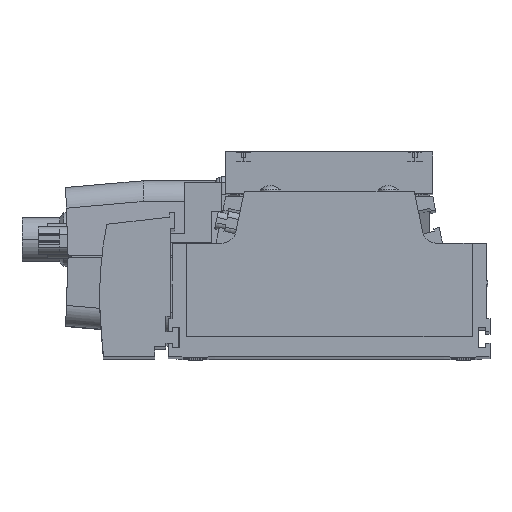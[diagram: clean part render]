
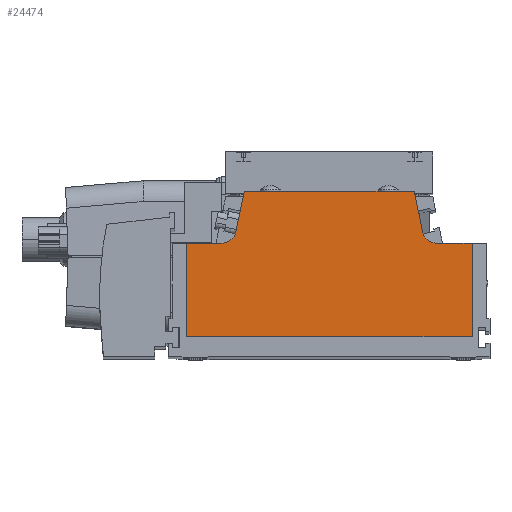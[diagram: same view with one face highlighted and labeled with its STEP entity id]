
A CAD part, top view. The second image highlights one B-rep face of the part: STEP entity #24474.
In plain terms, the highlighted planar face has unit normal (0, 0, 1).
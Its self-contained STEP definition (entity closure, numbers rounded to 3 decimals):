
#66 = EDGE_CURVE ( 'NONE', #15559, #1113, #23614, .T. ) ;
#323 = LINE ( 'NONE', #22960, #7605 ) ;
#329 = DIRECTION ( 'NONE',  ( 0., -1., 0. ) ) ;
#550 = CARTESIAN_POINT ( 'NONE',  ( -26.797, 3., 472.5 ) ) ;
#682 = DIRECTION ( 'NONE',  ( 0.204, 0.979, 0. ) ) ;
#791 = VECTOR ( 'NONE', #329, 1000. ) ;
#792 = ORIENTED_EDGE ( 'NONE', *, *, #5090, .F. ) ;
#864 = DIRECTION ( 'NONE',  ( -1., 0., 0. ) ) ;
#926 = FACE_OUTER_BOUND ( 'NONE', #6247, .T. ) ;
#1113 = VERTEX_POINT ( 'NONE', #22490 ) ;
#1495 = EDGE_CURVE ( 'NONE', #4379, #28696, #3144, .T. ) ;
#2423 = DIRECTION ( 'NONE',  ( -1., 0., 0. ) ) ;
#3052 = CARTESIAN_POINT ( 'NONE',  ( -40., 3., 472.5 ) ) ;
#3144 = CIRCLE ( 'NONE', #23264, 4. ) ;
#4379 = VERTEX_POINT ( 'NONE', #28084 ) ;
#4760 = LINE ( 'NONE', #11812, #24184 ) ;
#5090 = EDGE_CURVE ( 'NONE', #16339, #28696, #4760, .T. ) ;
#5355 = EDGE_CURVE ( 'NONE', #1113, #16339, #29588, .T. ) ;
#5407 = LINE ( 'NONE', #18791, #21463 ) ;
#6247 = EDGE_LOOP ( 'NONE', ( #22900, #12992, #18864, #792, #15551, #16391, #24781, #13679, #14664, #25298 ) ) ;
#6692 = CARTESIAN_POINT ( 'NONE',  ( -30.049, 7., 472.5 ) ) ;
#7533 = CARTESIAN_POINT ( 'NONE',  ( 23.784, 17.45, 472.5 ) ) ;
#7605 = VECTOR ( 'NONE', #2423, 1000. ) ;
#7623 = CARTESIAN_POINT ( 'NONE',  ( -40., -23.13, 472.5 ) ) ;
#7790 = EDGE_CURVE ( 'NONE', #15559, #20781, #28963, .T. ) ;
#9923 = CARTESIAN_POINT ( 'NONE',  ( -40., 84.488, 472.5 ) ) ;
#9924 = DIRECTION ( 'NONE',  ( 0., -1., 0. ) ) ;
#10707 = CARTESIAN_POINT ( 'NONE',  ( -40., 3., 472.5 ) ) ;
#10924 = EDGE_CURVE ( 'NONE', #15124, #23581, #5407, .T. ) ;
#11812 = CARTESIAN_POINT ( 'NONE',  ( 23.784, 17.45, 472.5 ) ) ;
#11899 = AXIS2_PLACEMENT_3D ( 'NONE', #9923, #16662, #12023 ) ;
#12023 = DIRECTION ( 'NONE',  ( -1., 0., 0. ) ) ;
#12086 = VECTOR ( 'NONE', #682, 1000. ) ;
#12154 = CARTESIAN_POINT ( 'NONE',  ( 40., 3., 472.5 ) ) ;
#12957 = VERTEX_POINT ( 'NONE', #22471 ) ;
#12992 = ORIENTED_EDGE ( 'NONE', *, *, #25360, .T. ) ;
#13315 = VECTOR ( 'NONE', #28391, 1000. ) ;
#13679 = ORIENTED_EDGE ( 'NONE', *, *, #22881, .T. ) ;
#14664 = ORIENTED_EDGE ( 'NONE', *, *, #21436, .T. ) ;
#15124 = VERTEX_POINT ( 'NONE', #12154 ) ;
#15551 = ORIENTED_EDGE ( 'NONE', *, *, #5355, .F. ) ;
#15559 = VERTEX_POINT ( 'NONE', #21989 ) ;
#16339 = VERTEX_POINT ( 'NONE', #7533 ) ;
#16391 = ORIENTED_EDGE ( 'NONE', *, *, #66, .F. ) ;
#16620 = DIRECTION ( 'NONE',  ( -1., 0., 0. ) ) ;
#16662 = DIRECTION ( 'NONE',  ( 0., 0., -1. ) ) ;
#17615 = DIRECTION ( 'NONE',  ( 0., 0., -1. ) ) ;
#17940 = DIRECTION ( 'NONE',  ( -1., 0., 0. ) ) ;
#18707 = CARTESIAN_POINT ( 'NONE',  ( -30.049, 3., 472.5 ) ) ;
#18791 = CARTESIAN_POINT ( 'NONE',  ( 40., 84.488, 472.5 ) ) ;
#18864 = ORIENTED_EDGE ( 'NONE', *, *, #1495, .T. ) ;
#18922 = AXIS2_PLACEMENT_3D ( 'NONE', #6692, #22449, #17940 ) ;
#18929 = PLANE ( 'NONE',  #11899 ) ;
#19021 = LINE ( 'NONE', #7623, #21622 ) ;
#19743 = CARTESIAN_POINT ( 'NONE',  ( 40., -23.13, 472.5 ) ) ;
#20781 = VERTEX_POINT ( 'NONE', #18707 ) ;
#20869 = VECTOR ( 'NONE', #26891, 1000. ) ;
#20870 = CARTESIAN_POINT ( 'NONE',  ( -40., 84.488, 472.5 ) ) ;
#21436 = EDGE_CURVE ( 'NONE', #27756, #12957, #27778, .T. ) ;
#21463 = VECTOR ( 'NONE', #9924, 1000. ) ;
#21622 = VECTOR ( 'NONE', #864, 1000. ) ;
#21989 = CARTESIAN_POINT ( 'NONE',  ( -26.133, 6.184, 472.5 ) ) ;
#22449 = DIRECTION ( 'NONE',  ( 0., 0., -1. ) ) ;
#22471 = CARTESIAN_POINT ( 'NONE',  ( -40., -23.13, 472.5 ) ) ;
#22490 = CARTESIAN_POINT ( 'NONE',  ( -23.784, 17.45, 472.5 ) ) ;
#22881 = EDGE_CURVE ( 'NONE', #20781, #27756, #25852, .T. ) ;
#22900 = ORIENTED_EDGE ( 'NONE', *, *, #10924, .F. ) ;
#22960 = CARTESIAN_POINT ( 'NONE',  ( -40., 3., 472.5 ) ) ;
#23264 = AXIS2_PLACEMENT_3D ( 'NONE', #24364, #17615, #16620 ) ;
#23581 = VERTEX_POINT ( 'NONE', #19743 ) ;
#23614 = LINE ( 'NONE', #550, #12086 ) ;
#24184 = VECTOR ( 'NONE', #27870, 1000. ) ;
#24364 = CARTESIAN_POINT ( 'NONE',  ( 30.049, 7., 472.5 ) ) ;
#24474 = ADVANCED_FACE ( 'NONE', ( #926 ), #18929, .F. ) ;
#24781 = ORIENTED_EDGE ( 'NONE', *, *, #7790, .T. ) ;
#25298 = ORIENTED_EDGE ( 'NONE', *, *, #29278, .F. ) ;
#25360 = EDGE_CURVE ( 'NONE', #15124, #4379, #323, .T. ) ;
#25852 = LINE ( 'NONE', #3052, #13315 ) ;
#26168 = CARTESIAN_POINT ( 'NONE',  ( 26.133, 6.184, 472.5 ) ) ;
#26891 = DIRECTION ( 'NONE',  ( 1., 0., 0. ) ) ;
#27334 = CARTESIAN_POINT ( 'NONE',  ( -23.784, 17.45, 472.5 ) ) ;
#27756 = VERTEX_POINT ( 'NONE', #10707 ) ;
#27778 = LINE ( 'NONE', #20870, #791 ) ;
#27870 = DIRECTION ( 'NONE',  ( 0.204, -0.979, 0. ) ) ;
#28084 = CARTESIAN_POINT ( 'NONE',  ( 30.049, 3., 472.5 ) ) ;
#28391 = DIRECTION ( 'NONE',  ( -1., 0., 0. ) ) ;
#28696 = VERTEX_POINT ( 'NONE', #26168 ) ;
#28963 = CIRCLE ( 'NONE', #18922, 4. ) ;
#29278 = EDGE_CURVE ( 'NONE', #23581, #12957, #19021, .T. ) ;
#29588 = LINE ( 'NONE', #27334, #20869 ) ;
